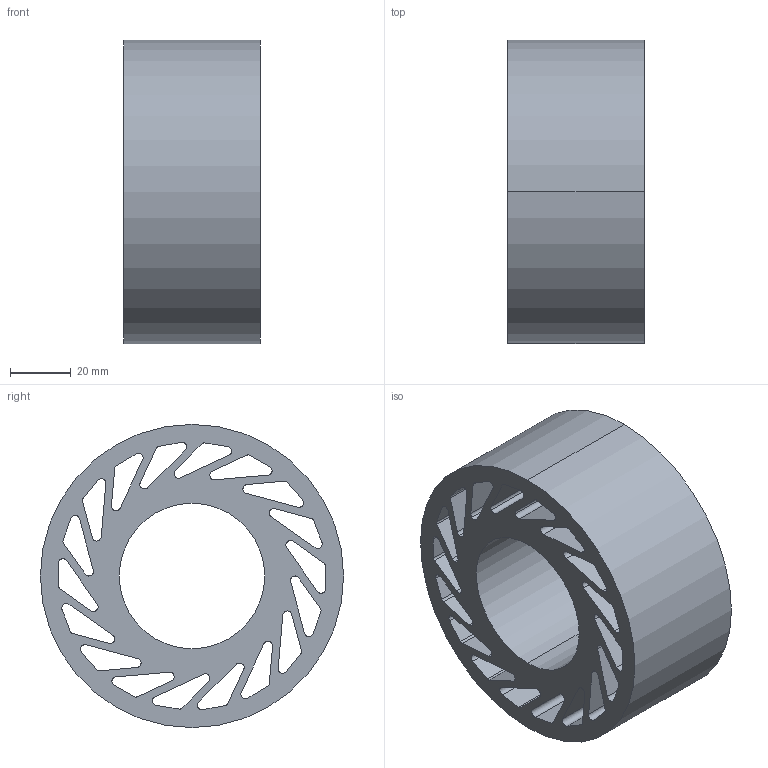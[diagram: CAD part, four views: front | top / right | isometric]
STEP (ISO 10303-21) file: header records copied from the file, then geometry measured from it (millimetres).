
FILE_DESCRIPTION (( 'STEP AP214' ), '1' );
FILE_NAME ('0028181_PULA-100-45-B48-GELB.STEP', '2017-02-02T09:51:01', ( '' ), ( '' ), 'SwSTEP 2.0', 'SolidWorks 2016', '' );
FILE_SCHEMA (( 'AUTOMOTIVE_DESIGN' ));
Length unit declared in the file: millimetre
Products named in the file (1): 0028181_PULA-100-45-B48-GELB
Bounding box: 45 x 100 x 100 mm (x, y, z)
Surface area: 67238.8 mm2 (no closed solid volume)
Topology: 0 solids, 1 shells, 132 faces, 390 edges, 260 vertices
Faces by surface type: cylinder 76, plane 56
Entity records: 6017 total; most frequent: DIRECTION 808, CARTESIAN_POINT 783, ORIENTED_EDGE 780, EDGE_CURVE 390, AXIS2_PLACEMENT_3D 285, VERTEX_POINT 260, VECTOR 238, LINE 238
